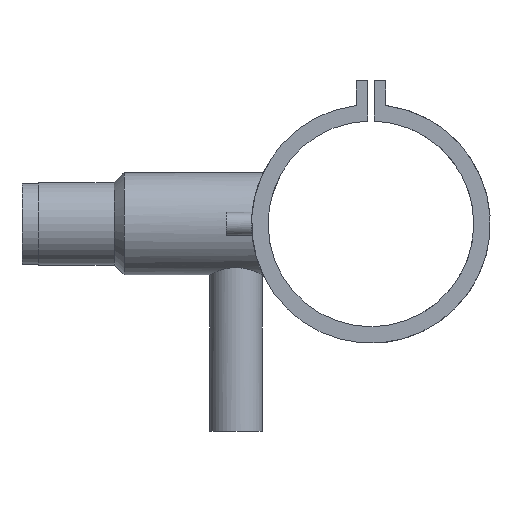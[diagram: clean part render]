
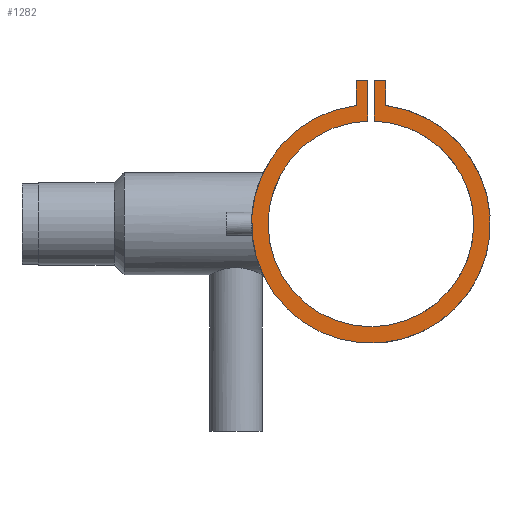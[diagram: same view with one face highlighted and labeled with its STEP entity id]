
A CAD part, left-side view. The second image highlights one B-rep face of the part: STEP entity #1282.
In plain terms, the highlighted planar face has unit normal (-1, 0, 0).
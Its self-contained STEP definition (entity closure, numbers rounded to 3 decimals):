
#55 = VERTEX_POINT ( 'NONE', #1300 ) ;
#101 = ORIENTED_EDGE ( 'NONE', *, *, #2071, .F. ) ;
#105 = EDGE_CURVE ( 'NONE', #409, #2282, #1890, .T. ) ;
#125 = DIRECTION ( 'NONE',  ( 0., -1., 0. ) ) ;
#157 = CARTESIAN_POINT ( 'NONE',  ( -69., 9., 86.939 ) ) ;
#173 = CIRCLE ( 'NONE', #510, 72.5 ) ;
#176 = VECTOR ( 'NONE', #1493, 1000. ) ;
#222 = CARTESIAN_POINT ( 'NONE',  ( -69., -9., 86.939 ) ) ;
#226 = ORIENTED_EDGE ( 'NONE', *, *, #234, .F. ) ;
#234 = EDGE_CURVE ( 'NONE', #55, #487, #1210, .T. ) ;
#243 = DIRECTION ( 'NONE',  ( 0., 0., 1. ) ) ;
#297 = DIRECTION ( 'NONE',  ( 0., 0., -1. ) ) ;
#398 = ORIENTED_EDGE ( 'NONE', *, *, #1105, .F. ) ;
#409 = VERTEX_POINT ( 'NONE', #1404 ) ;
#418 = EDGE_CURVE ( 'NONE', #2282, #1918, #2149, .T. ) ;
#445 = CARTESIAN_POINT ( 'NONE',  ( -69., 9., 86.939 ) ) ;
#487 = VERTEX_POINT ( 'NONE', #1477 ) ;
#510 = AXIS2_PLACEMENT_3D ( 'NONE', #1261, #2017, #297 ) ;
#516 = CARTESIAN_POINT ( 'NONE',  ( -69., 2., 62.468 ) ) ;
#519 = VECTOR ( 'NONE', #1247, 1000. ) ;
#556 = EDGE_CURVE ( 'NONE', #487, #936, #1100, .T. ) ;
#586 = DIRECTION ( 'NONE',  ( 1., 0., 0. ) ) ;
#619 = ORIENTED_EDGE ( 'NONE', *, *, #556, .F. ) ;
#689 = CARTESIAN_POINT ( 'NONE',  ( -69., 9., 86.939 ) ) ;
#733 = CARTESIAN_POINT ( 'NONE',  ( -69., 2., 86.939 ) ) ;
#786 = FACE_OUTER_BOUND ( 'NONE', #1896, .T. ) ;
#842 = AXIS2_PLACEMENT_3D ( 'NONE', #929, #1691, #2419 ) ;
#929 = CARTESIAN_POINT ( 'NONE',  ( -69., 0., 0. ) ) ;
#936 = VERTEX_POINT ( 'NONE', #1376 ) ;
#943 = DIRECTION ( 'NONE',  ( 0., 0., 1. ) ) ;
#1006 = DIRECTION ( 'NONE',  ( 0., 0., -1. ) ) ;
#1032 = ORIENTED_EDGE ( 'NONE', *, *, #2009, .F. ) ;
#1100 = LINE ( 'NONE', #1863, #1289 ) ;
#1105 = EDGE_CURVE ( 'NONE', #1710, #409, #173, .T. ) ;
#1122 = ORIENTED_EDGE ( 'NONE', *, *, #1667, .F. ) ;
#1127 = VECTOR ( 'NONE', #243, 1000. ) ;
#1210 = LINE ( 'NONE', #1965, #1127 ) ;
#1247 = DIRECTION ( 'NONE',  ( 0., -1., 0. ) ) ;
#1261 = CARTESIAN_POINT ( 'NONE',  ( -69., 0., 0. ) ) ;
#1282 = ADVANCED_FACE ( 'NONE', ( #786 ), #1540, .F. ) ;
#1289 = VECTOR ( 'NONE', #125, 1000. ) ;
#1300 = CARTESIAN_POINT ( 'NONE',  ( -69., -2., 62.468 ) ) ;
#1349 = DIRECTION ( 'NONE',  ( 0., 0., -1. ) ) ;
#1376 = CARTESIAN_POINT ( 'NONE',  ( -69., -9., 86.939 ) ) ;
#1404 = CARTESIAN_POINT ( 'NONE',  ( -69., 9., 71.939 ) ) ;
#1477 = CARTESIAN_POINT ( 'NONE',  ( -69., -2., 86.939 ) ) ;
#1493 = DIRECTION ( 'NONE',  ( 0., 0., -1. ) ) ;
#1540 = PLANE ( 'NONE',  #2401 ) ;
#1564 = VECTOR ( 'NONE', #943, 1000. ) ;
#1667 = EDGE_CURVE ( 'NONE', #936, #1710, #1947, .T. ) ;
#1687 = ORIENTED_EDGE ( 'NONE', *, *, #105, .F. ) ;
#1691 = DIRECTION ( 'NONE',  ( -1., 0., 0. ) ) ;
#1710 = VERTEX_POINT ( 'NONE', #2135 ) ;
#1863 = CARTESIAN_POINT ( 'NONE',  ( -69., -2., 86.939 ) ) ;
#1890 = LINE ( 'NONE', #157, #1564 ) ;
#1896 = EDGE_LOOP ( 'NONE', ( #398, #1122, #619, #226, #101, #1032, #2341, #1687 ) ) ;
#1914 = CIRCLE ( 'NONE', #842, 62.5 ) ;
#1918 = VERTEX_POINT ( 'NONE', #2111 ) ;
#1947 = LINE ( 'NONE', #222, #2363 ) ;
#1965 = CARTESIAN_POINT ( 'NONE',  ( -69., -2., 86.939 ) ) ;
#2009 = EDGE_CURVE ( 'NONE', #1918, #2429, #2408, .T. ) ;
#2017 = DIRECTION ( 'NONE',  ( 1., 0., 0. ) ) ;
#2071 = EDGE_CURVE ( 'NONE', #2429, #55, #1914, .T. ) ;
#2111 = CARTESIAN_POINT ( 'NONE',  ( -69., 2., 86.939 ) ) ;
#2135 = CARTESIAN_POINT ( 'NONE',  ( -69., -9., 71.939 ) ) ;
#2149 = LINE ( 'NONE', #445, #519 ) ;
#2277 = CARTESIAN_POINT ( 'NONE',  ( -69., 0., 0. ) ) ;
#2282 = VERTEX_POINT ( 'NONE', #689 ) ;
#2341 = ORIENTED_EDGE ( 'NONE', *, *, #418, .F. ) ;
#2363 = VECTOR ( 'NONE', #1006, 1000. ) ;
#2401 = AXIS2_PLACEMENT_3D ( 'NONE', #2277, #586, #1349 ) ;
#2408 = LINE ( 'NONE', #733, #176 ) ;
#2419 = DIRECTION ( 'NONE',  ( 0., 0., -1. ) ) ;
#2429 = VERTEX_POINT ( 'NONE', #516 ) ;
